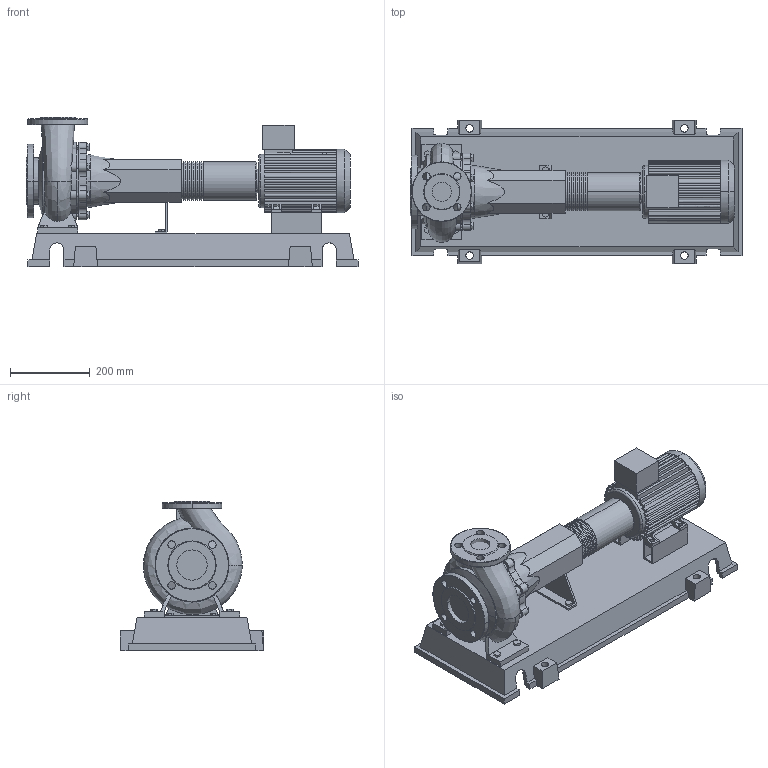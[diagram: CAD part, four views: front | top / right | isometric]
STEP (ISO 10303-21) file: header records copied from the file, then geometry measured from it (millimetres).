
FILE_DESCRIPTION((''),'2;1');
FILE_NAME('3d_NL40_160-0.75-4-12-4108957.stp','2015-03-03T07:07:29',(''),(''),'Mechanical Desktop 2009','Mechanical Desktop 2009',', , ');
FILE_SCHEMA(('CONFIG_CONTROL_DESIGN'));
Length unit declared in the file: millimetre
Products named in the file (1): Product
Bounding box: 835 x 360 x 375 mm (x, y, z)
Volume: 18244043.1 mm3; surface area: 1832322.3 mm2
Topology: 13 solids, 13 shells, 837 faces, 2228 edges, 1463 vertices
Faces by surface type: plane 429, bspline 211, cylinder 183, cone 8, torus 6
Entity records: 30398 total; most frequent: CARTESIAN_POINT 9699, ORIENTED_EDGE 4458, DIRECTION 4009, EDGE_CURVE 2229, VECTOR 1471, LINE 1471, VERTEX_POINT 1462, AXIS2_PLACEMENT_3D 1269
